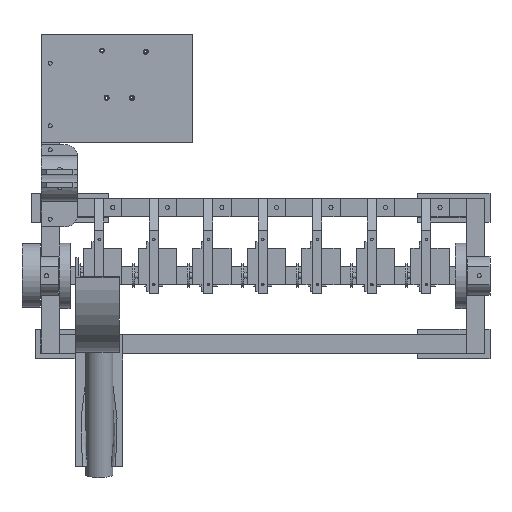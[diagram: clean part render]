
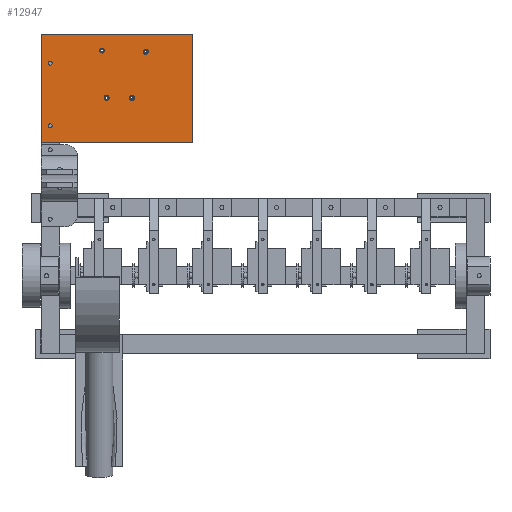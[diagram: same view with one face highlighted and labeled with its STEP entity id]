
A CAD part, top view. The second image highlights one B-rep face of the part: STEP entity #12947.
In plain terms, the highlighted planar face has unit normal (0, 0, 1).
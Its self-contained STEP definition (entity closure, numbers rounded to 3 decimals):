
#228=FACE_BOUND('',#2469,.T.);
#229=FACE_BOUND('',#2470,.T.);
#230=FACE_BOUND('',#2471,.T.);
#231=FACE_BOUND('',#2472,.T.);
#232=FACE_BOUND('',#2473,.T.);
#233=FACE_BOUND('',#2474,.T.);
#521=CIRCLE('',#14008,2.25);
#523=CIRCLE('',#14011,2.25);
#535=CIRCLE('',#14031,2.75);
#538=CIRCLE('',#14037,2.75);
#541=CIRCLE('',#14043,2.75);
#544=CIRCLE('',#14049,2.75);
#1546=FACE_OUTER_BOUND('',#2468,.T.);
#2468=EDGE_LOOP('',(#11572,#11573,#11574,#11575));
#2469=EDGE_LOOP('',(#11576));
#2470=EDGE_LOOP('',(#11577));
#2471=EDGE_LOOP('',(#11578));
#2472=EDGE_LOOP('',(#11579));
#2473=EDGE_LOOP('',(#11580));
#2474=EDGE_LOOP('',(#11581));
#3868=LINE('',#21369,#5273);
#3884=LINE('',#21436,#5289);
#3885=LINE('',#21438,#5290);
#3886=LINE('',#21439,#5291);
#5273=VECTOR('',#17412,10.);
#5289=VECTOR('',#17494,10.);
#5290=VECTOR('',#17497,10.);
#5291=VECTOR('',#17498,10.);
#6411=VERTEX_POINT('',#21337);
#6413=VERTEX_POINT('',#21343);
#6423=VERTEX_POINT('',#21366);
#6424=VERTEX_POINT('',#21368);
#6431=VERTEX_POINT('',#21393);
#6434=VERTEX_POINT('',#21404);
#6437=VERTEX_POINT('',#21415);
#6440=VERTEX_POINT('',#21426);
#6441=VERTEX_POINT('',#21432);
#6442=VERTEX_POINT('',#21434);
#8113=EDGE_CURVE('',#6411,#6411,#521,.T.);
#8116=EDGE_CURVE('',#6413,#6413,#523,.T.);
#8128=EDGE_CURVE('',#6424,#6423,#3868,.F.);
#8141=EDGE_CURVE('',#6431,#6431,#535,.T.);
#8146=EDGE_CURVE('',#6434,#6434,#538,.T.);
#8151=EDGE_CURVE('',#6437,#6437,#541,.T.);
#8156=EDGE_CURVE('',#6440,#6440,#544,.T.);
#8160=EDGE_CURVE('',#6441,#6442,#3884,.F.);
#8161=EDGE_CURVE('',#6441,#6423,#3885,.T.);
#8162=EDGE_CURVE('',#6424,#6442,#3886,.T.);
#11572=ORIENTED_EDGE('',*,*,#8161,.F.);
#11573=ORIENTED_EDGE('',*,*,#8160,.T.);
#11574=ORIENTED_EDGE('',*,*,#8162,.F.);
#11575=ORIENTED_EDGE('',*,*,#8128,.T.);
#11576=ORIENTED_EDGE('',*,*,#8113,.T.);
#11577=ORIENTED_EDGE('',*,*,#8116,.T.);
#11578=ORIENTED_EDGE('',*,*,#8151,.T.);
#11579=ORIENTED_EDGE('',*,*,#8146,.T.);
#11580=ORIENTED_EDGE('',*,*,#8156,.T.);
#11581=ORIENTED_EDGE('',*,*,#8141,.T.);
#12231=PLANE('',#14052);
#12947=ADVANCED_FACE('',(#1546,#228,#229,#230,#231,#232,#233),#12231,.T.);
#14008=AXIS2_PLACEMENT_3D('',#21338,#17383,#17384);
#14011=AXIS2_PLACEMENT_3D('',#21344,#17390,#17391);
#14031=AXIS2_PLACEMENT_3D('',#21395,#17443,#17444);
#14037=AXIS2_PLACEMENT_3D('',#21406,#17457,#17458);
#14043=AXIS2_PLACEMENT_3D('',#21417,#17471,#17472);
#14049=AXIS2_PLACEMENT_3D('',#21428,#17485,#17486);
#14052=AXIS2_PLACEMENT_3D('',#21437,#17495,#17496);
#17383=DIRECTION('center_axis',(0.,0.,
-1.));
#17384=DIRECTION('ref_axis',(-1.,0.,0.));
#17390=DIRECTION('center_axis',(0.,0.,
-1.));
#17391=DIRECTION('ref_axis',(-1.,0.,0.));
#17412=DIRECTION('',(1.,0.,0.));
#17443=DIRECTION('center_axis',(0.,0.,
-1.));
#17444=DIRECTION('ref_axis',(0.,1.,0.));
#17457=DIRECTION('center_axis',(0.,0.,
-1.));
#17458=DIRECTION('ref_axis',(0.,1.,0.));
#17471=DIRECTION('center_axis',(0.,0.,
-1.));
#17472=DIRECTION('ref_axis',(0.,1.,0.));
#17485=DIRECTION('center_axis',(0.,0.,
-1.));
#17486=DIRECTION('ref_axis',(0.,1.,0.));
#17494=DIRECTION('',(-1.,0.,0.));
#17495=DIRECTION('center_axis',(0.,0.,
1.));
#17496=DIRECTION('ref_axis',(0.,-1.,0.));
#17497=DIRECTION('',(0.,1.,0.));
#17498=DIRECTION('',(0.,-1.,0.));
#21337=CARTESIAN_POINT('',(-91.814,164.965,-25.));
#21338=CARTESIAN_POINT('Origin',(-94.064,164.965,-25.));
#21343=CARTESIAN_POINT('',(-91.814,234.066,-25.));
#21344=CARTESIAN_POINT('Origin',(-94.064,234.066,-25.));
#21366=CARTESIAN_POINT('',(-104.064,265.793,-25.));
#21368=CARTESIAN_POINT('',(62.985,265.793,-25.));
#21369=CARTESIAN_POINT('',(3.436,265.793,-25.));
#21393=CARTESIAN_POINT('',(11.136,243.843,-25.));
#21395=CARTESIAN_POINT('Origin',(11.136,246.593,-25.));
#21404=CARTESIAN_POINT('',(-4.064,193.043,-25.));
#21406=CARTESIAN_POINT('Origin',(-4.064,195.793,-25.));
#21415=CARTESIAN_POINT('',(-31.964,193.043,-25.));
#21417=CARTESIAN_POINT('Origin',(-31.964,195.793,-25.));
#21426=CARTESIAN_POINT('',(-36.964,245.143,-25.));
#21428=CARTESIAN_POINT('Origin',(-36.964,247.893,-25.));
#21432=CARTESIAN_POINT('',(-104.064,146.793,-25.));
#21434=CARTESIAN_POINT('',(62.985,146.793,-25.));
#21436=CARTESIAN_POINT('',(-31.564,146.793,-25.));
#21437=CARTESIAN_POINT('Origin',(-14.064,220.793,-25.));
#21438=CARTESIAN_POINT('',(-104.064,243.293,-25.));
#21439=CARTESIAN_POINT('',(62.985,193.293,-25.));
